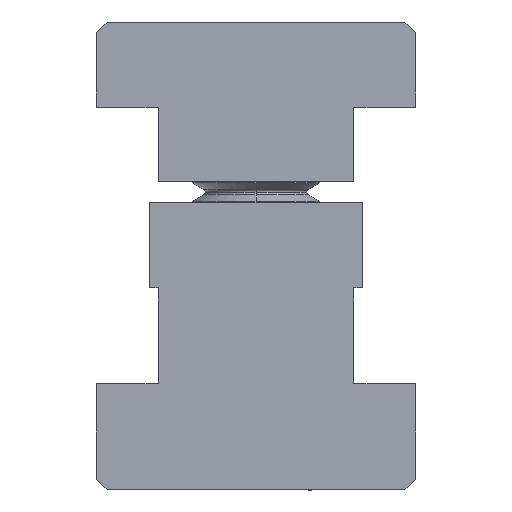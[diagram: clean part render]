
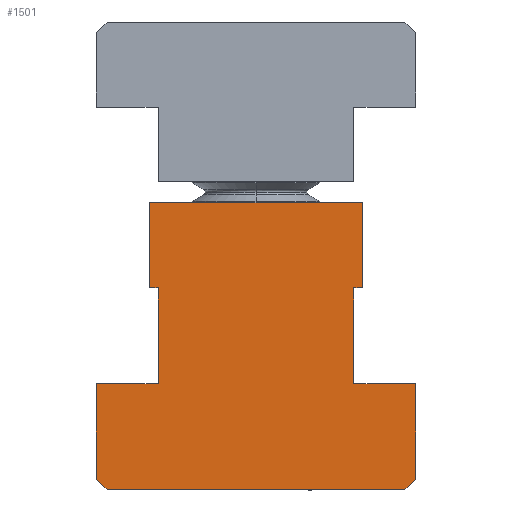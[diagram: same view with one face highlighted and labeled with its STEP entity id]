
A CAD part, front view. The second image highlights one B-rep face of the part: STEP entity #1501.
In plain terms, the highlighted planar face has unit normal (0, -1, 0).
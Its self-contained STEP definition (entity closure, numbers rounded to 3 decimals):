
#707=EDGE_CURVE('',#1647,#1551,#2030,.T.);
#747=VERTEX_POINT('',#2074);
#797=EDGE_CURVE('',#1215,#747,#2130,.T.);
#871=VERTEX_POINT('',#2212);
#877=EDGE_CURVE('',#747,#1133,#2219,.T.);
#947=EDGE_CURVE('',#1049,#1505,#2297,.T.);
#981=EDGE_CURVE('',#1051,#1647,#2337,.T.);
#1049=VERTEX_POINT('',#2415);
#1051=VERTEX_POINT('',#2417);
#1091=VERTEX_POINT('',#2463);
#1113=VERTEX_POINT('',#2489);
#1133=VERTEX_POINT('',#2510);
#1187=VERTEX_POINT('',#2571);
#1203=EDGE_CURVE('',#1505,#1215,#2593,.T.);
#1215=VERTEX_POINT('',#2607);
#1233=EDGE_CURVE('',#1551,#1113,#2627,.T.);
#1257=EDGE_CURVE('',#1861,#1465,#2651,.T.);
#1277=EDGE_CURVE('',#1187,#1861,#2671,.T.);
#1321=EDGE_CURVE('',#1113,#871,#2721,.T.);
#1393=EDGE_CURVE('',#1133,#1187,#2801,.T.);
#1403=EDGE_CURVE('',#1465,#1051,#2812,.T.);
#1465=VERTEX_POINT('',#2882);
#1501=ADVANCED_FACE('',(#2920),#2921,.T.);
#1505=VERTEX_POINT('',#2925);
#1551=VERTEX_POINT('',#2977);
#1639=EDGE_CURVE('',#871,#1091,#3076,.T.);
#1645=EDGE_CURVE('',#1091,#1049,#3083,.T.);
#1647=VERTEX_POINT('',#3085);
#1861=VERTEX_POINT('',#3320);
#2030=LINE('',#3501,#3502);
#2074=CARTESIAN_POINT('',(4.6,-19.8,0.));
#2130=LINE('',#3633,#3634);
#2212=CARTESIAN_POINT('',(-5.,-19.8,4.5));
#2219=LINE('',#3755,#3756);
#2297=LINE('',#3863,#3864);
#2337=LINE('',#3917,#3918);
#2415=CARTESIAN_POINT('',(5.,-19.8,8.5));
#2417=CARTESIAN_POINT('',(-7.5,-19.8,-4.5));
#2463=CARTESIAN_POINT('',(-5.,-19.8,8.5));
#2489=CARTESIAN_POINT('',(-4.6,-19.8,4.5));
#2510=CARTESIAN_POINT('',(7.5,-19.8,0.));
#2571=CARTESIAN_POINT('',(7.5,-19.8,-4.5));
#2593=LINE('',#4274,#4275);
#2607=CARTESIAN_POINT('',(4.6,-19.8,4.5));
#2627=LINE('',#4328,#4329);
#2651=LINE('',#4373,#4374);
#2671=LINE('',#4405,#4406);
#2721=LINE('',#4473,#4474);
#2801=LINE('',#4586,#4587);
#2812=LINE('',#4604,#4605);
#2882=CARTESIAN_POINT('',(-7.,-19.8,-5.));
#2920=FACE_OUTER_BOUND('',#4752,.T.);
#2921=PLANE('',#4753);
#2925=CARTESIAN_POINT('',(5.,-19.8,4.5));
#2977=CARTESIAN_POINT('',(-4.6,-19.8,0.));
#3076=LINE('',#4962,#4963);
#3083=LINE('',#4972,#4973);
#3085=CARTESIAN_POINT('',(-7.5,-19.8,0.));
#3320=CARTESIAN_POINT('',(7.,-19.8,-5.));
#3501=CARTESIAN_POINT('',(-4.6,-19.8,0.));
#3502=VECTOR('',#5562,1.0);
#3633=CARTESIAN_POINT('',(4.6,-19.8,0.));
#3634=VECTOR('',#5676,1.0);
#3755=CARTESIAN_POINT('',(7.5,-19.8,0.));
#3756=VECTOR('',#5790,1.0);
#3863=CARTESIAN_POINT('',(5.,-19.8,4.5));
#3864=VECTOR('',#5884,1.0);
#3917=CARTESIAN_POINT('',(-7.5,-19.8,0.));
#3918=VECTOR('',#5944,1.0);
#4274=CARTESIAN_POINT('',(4.6,-19.8,4.5));
#4275=VECTOR('',#6288,1.0);
#4328=CARTESIAN_POINT('',(-4.6,-19.8,4.5));
#4329=VECTOR('',#6326,1.0);
#4373=CARTESIAN_POINT('',(-7.,-19.8,-5.));
#4374=VECTOR('',#6339,1.0);
#4405=CARTESIAN_POINT('',(7.,-19.8,-5.));
#4406=VECTOR('',#6350,1.0);
#4473=CARTESIAN_POINT('',(-5.,-19.8,4.5));
#4474=VECTOR('',#6412,1.0);
#4586=CARTESIAN_POINT('',(7.5,-19.8,-4.5));
#4587=VECTOR('',#6511,1.0);
#4604=CARTESIAN_POINT('',(-7.5,-19.8,-4.5));
#4605=VECTOR('',#6525,1.0);
#4752=EDGE_LOOP('',(#6646,#6647,#6648,#6649,#6650,#6651,#6652,#6653,#6654,#6655,#6656,#6657,#6658,#6659));
#4753=AXIS2_PLACEMENT_3D('',#6660,#6661,#6662);
#4962=CARTESIAN_POINT('',(-5.,-19.8,8.5));
#4963=VECTOR('',#6872,1.0);
#4972=CARTESIAN_POINT('',(5.,-19.8,8.5));
#4973=VECTOR('',#6884,1.0);
#5562=DIRECTION('',(1.0,0.,0.0));
#5676=DIRECTION('',(0.,0.,-1.0));
#5790=DIRECTION('',(1.0,0.,0.0));
#5884=DIRECTION('',(0.,0.,-1.0));
#5944=DIRECTION('',(0.,0.,1.0));
#6288=DIRECTION('',(-1.0,0.,0.0));
#6326=DIRECTION('',(0.,0.,1.0));
#6339=DIRECTION('',(-1.0,0.,0.0));
#6350=DIRECTION('',(-0.707,0.,-0.707));
#6412=DIRECTION('',(-1.0,0.,0.0));
#6511=DIRECTION('',(0.,0.,-1.0));
#6525=DIRECTION('',(-0.707,0.,0.707));
#6646=ORIENTED_EDGE('',*,*,#1277,.F.);
#6647=ORIENTED_EDGE('',*,*,#1393,.F.);
#6648=ORIENTED_EDGE('',*,*,#877,.F.);
#6649=ORIENTED_EDGE('',*,*,#797,.F.);
#6650=ORIENTED_EDGE('',*,*,#1203,.F.);
#6651=ORIENTED_EDGE('',*,*,#947,.F.);
#6652=ORIENTED_EDGE('',*,*,#1645,.F.);
#6653=ORIENTED_EDGE('',*,*,#1639,.F.);
#6654=ORIENTED_EDGE('',*,*,#1321,.F.);
#6655=ORIENTED_EDGE('',*,*,#1233,.F.);
#6656=ORIENTED_EDGE('',*,*,#707,.F.);
#6657=ORIENTED_EDGE('',*,*,#981,.F.);
#6658=ORIENTED_EDGE('',*,*,#1403,.F.);
#6659=ORIENTED_EDGE('',*,*,#1257,.F.);
#6660=CARTESIAN_POINT('',(0.,-19.8,1.101));
#6661=DIRECTION('',(0.,-1.0,0.));
#6662=DIRECTION('',(1.0,0.,0.0));
#6872=DIRECTION('',(0.,0.,1.0));
#6884=DIRECTION('',(1.0,0.,0.0));
